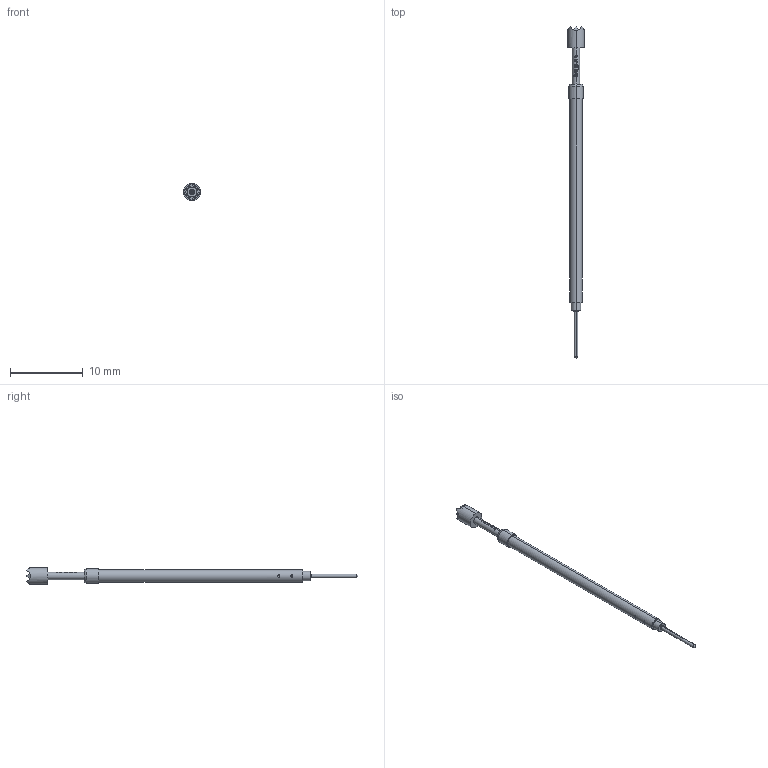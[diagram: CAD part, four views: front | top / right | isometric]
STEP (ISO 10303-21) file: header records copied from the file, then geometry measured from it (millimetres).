
FILE_DESCRIPTION (( 'STEP AP203' ), '1' );
FILE_NAME ('INGUN_SKS-215_306_230_A_xx02_E.STEP', '2022-02-18T06:10:59', ( 'ochi' ), ( '' ), 'SwSTEP 2.0', 'SolidWorks 2018', '' );
FILE_SCHEMA (( 'CONFIG_CONTROL_DESIGN' ));
Length unit declared in the file: millimetre
Products named in the file (1): INGUN_SKS-215_306_230_A_xx02_E
Bounding box: 2.3 x 45.6 x 2.3 mm (x, y, z)
Volume: 83.3 mm3; surface area: 222.8 mm2
Topology: 1 solids, 1 shells, 136 faces, 345 edges, 221 vertices
Faces by surface type: plane 82, cylinder 26, bspline 22, cone 6
Entity records: 4486 total; most frequent: CARTESIAN_POINT 1397, ORIENTED_EDGE 690, DIRECTION 537, EDGE_CURVE 345, VERTEX_POINT 221, AXIS2_PLACEMENT_3D 201, EDGE_LOOP 146, FACE_OUTER_BOUND 136
